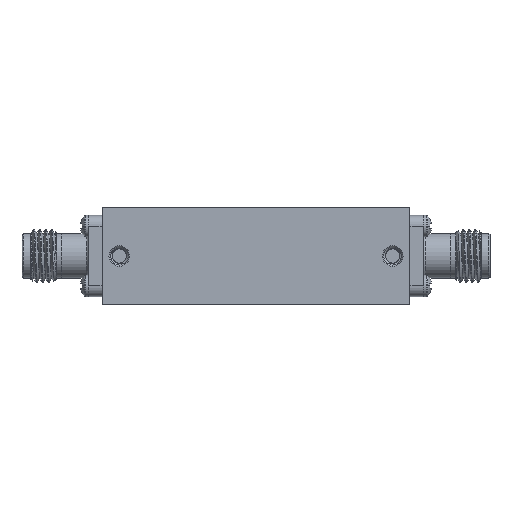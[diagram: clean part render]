
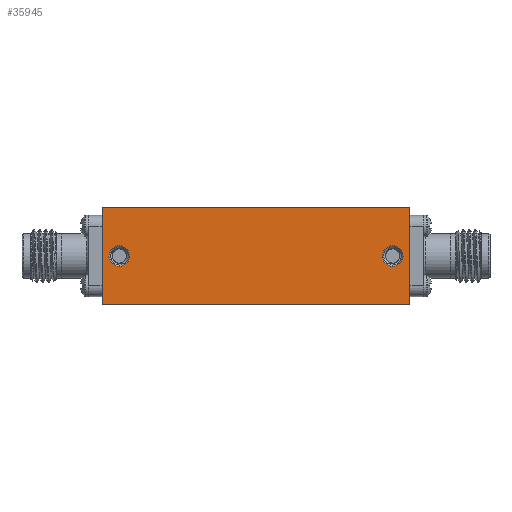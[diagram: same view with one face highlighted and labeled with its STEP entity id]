
A CAD part, front view. The second image highlights one B-rep face of the part: STEP entity #35945.
In plain terms, the highlighted planar face has unit normal (0, -1, 0).
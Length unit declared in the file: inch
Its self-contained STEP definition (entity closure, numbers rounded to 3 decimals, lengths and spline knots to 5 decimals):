
#205 = CIRCLE ( 'NONE', #4119, 0.048 ) ;
#1108 = EDGE_CURVE ( 'NONE', #9759, #11983, #38902, .T. ) ;
#1400 = EDGE_CURVE ( 'NONE', #32420, #22200, #16754, .T. ) ;
#1819 = AXIS2_PLACEMENT_3D ( 'NONE', #4684, #25991, #23315 ) ;
#2410 = CIRCLE ( 'NONE', #18470, 0.048 ) ;
#2787 = LINE ( 'NONE', #8862, #9031 ) ;
#2820 = DIRECTION ( 'NONE',  ( 0., -1., 0. ) ) ;
#4104 = CARTESIAN_POINT ( 'NONE',  ( 0.72, -0.19, -0.225 ) ) ;
#4119 = AXIS2_PLACEMENT_3D ( 'NONE', #21326, #2820, #36947 ) ;
#4520 = VERTEX_POINT ( 'NONE', #17102 ) ;
#4684 = CARTESIAN_POINT ( 'NONE',  ( -0.72, -0.19, 0.225 ) ) ;
#5063 = ORIENTED_EDGE ( 'NONE', *, *, #1108, .T. ) ;
#5260 = DIRECTION ( 'NONE',  ( 0., 1., 0. ) ) ;
#5907 = LINE ( 'NONE', #30793, #19409 ) ;
#6383 = DIRECTION ( 'NONE',  ( 0., 0., -1. ) ) ;
#6904 = FACE_BOUND ( 'NONE', #26639, .T. ) ;
#7272 = ORIENTED_EDGE ( 'NONE', *, *, #14236, .F. ) ;
#7802 = DIRECTION ( 'NONE',  ( 0., 0., -1. ) ) ;
#7851 = DIRECTION ( 'NONE',  ( 0., 1., 0. ) ) ;
#8862 = CARTESIAN_POINT ( 'NONE',  ( -0.72, -0.19, 0.225 ) ) ;
#9031 = VECTOR ( 'NONE', #30191, 39.37008 ) ;
#9759 = VERTEX_POINT ( 'NONE', #14711 ) ;
#11983 = VERTEX_POINT ( 'NONE', #14495 ) ;
#13454 = CARTESIAN_POINT ( 'NONE',  ( 0.72, -0.19, 0.225 ) ) ;
#13899 = CARTESIAN_POINT ( 'NONE',  ( -0.64, -0.19, 0. ) ) ;
#14236 = EDGE_CURVE ( 'NONE', #25882, #32420, #2787, .T. ) ;
#14276 = DIRECTION ( 'NONE',  ( 0., 0., 1. ) ) ;
#14305 = VECTOR ( 'NONE', #7802, 39.37008 ) ;
#14495 = CARTESIAN_POINT ( 'NONE',  ( -0.64, -0.19, -0.048 ) ) ;
#14711 = CARTESIAN_POINT ( 'NONE',  ( -0.64, -0.19, 0.048 ) ) ;
#15414 = CARTESIAN_POINT ( 'NONE',  ( -0.72, -0.19, 0.225 ) ) ;
#15455 = CARTESIAN_POINT ( 'NONE',  ( 0.64, -0.19, -0.048 ) ) ;
#16419 = EDGE_CURVE ( 'NONE', #11983, #9759, #26898, .T. ) ;
#16754 = LINE ( 'NONE', #13454, #14305 ) ;
#17035 = DIRECTION ( 'NONE',  ( 0., 0., 1. ) ) ;
#17102 = CARTESIAN_POINT ( 'NONE',  ( -0.72, -0.19, -0.225 ) ) ;
#17282 = DIRECTION ( 'NONE',  ( 0., 0., 1. ) ) ;
#18108 = CARTESIAN_POINT ( 'NONE',  ( -0.72, -0.19, 0.225 ) ) ;
#18380 = VECTOR ( 'NONE', #6383, 39.37008 ) ;
#18470 = AXIS2_PLACEMENT_3D ( 'NONE', #35860, #38953, #17282 ) ;
#19409 = VECTOR ( 'NONE', #33914, 39.37008 ) ;
#19466 = CARTESIAN_POINT ( 'NONE',  ( 0.72, -0.19, 0.225 ) ) ;
#20700 = ORIENTED_EDGE ( 'NONE', *, *, #34165, .F. ) ;
#21326 = CARTESIAN_POINT ( 'NONE',  ( 0.64, -0.19, 0. ) ) ;
#22200 = VERTEX_POINT ( 'NONE', #4104 ) ;
#22205 = VERTEX_POINT ( 'NONE', #37810 ) ;
#23315 = DIRECTION ( 'NONE',  ( 0., 0., 1. ) ) ;
#23611 = CARTESIAN_POINT ( 'NONE',  ( -0.64, -0.19, 0. ) ) ;
#24754 = FACE_BOUND ( 'NONE', #33650, .T. ) ;
#25882 = VERTEX_POINT ( 'NONE', #18108 ) ;
#25991 = DIRECTION ( 'NONE',  ( 0., 1., 0. ) ) ;
#26639 = EDGE_LOOP ( 'NONE', ( #30329, #5063 ) ) ;
#26843 = VERTEX_POINT ( 'NONE', #15455 ) ;
#26898 = CIRCLE ( 'NONE', #32886, 0.048 ) ;
#27683 = AXIS2_PLACEMENT_3D ( 'NONE', #13899, #7851, #17035 ) ;
#27975 = LINE ( 'NONE', #15414, #18380 ) ;
#28812 = EDGE_CURVE ( 'NONE', #26843, #22205, #2410, .T. ) ;
#30191 = DIRECTION ( 'NONE',  ( 1., 0., 0. ) ) ;
#30329 = ORIENTED_EDGE ( 'NONE', *, *, #16419, .T. ) ;
#30523 = ORIENTED_EDGE ( 'NONE', *, *, #36331, .T. ) ;
#30793 = CARTESIAN_POINT ( 'NONE',  ( -0.72, -0.19, -0.225 ) ) ;
#31849 = ORIENTED_EDGE ( 'NONE', *, *, #38080, .T. ) ;
#31972 = FACE_OUTER_BOUND ( 'NONE', #35159, .T. ) ;
#32420 = VERTEX_POINT ( 'NONE', #19466 ) ;
#32582 = PLANE ( 'NONE',  #1819 ) ;
#32886 = AXIS2_PLACEMENT_3D ( 'NONE', #23611, #5260, #14276 ) ;
#33650 = EDGE_LOOP ( 'NONE', ( #39083, #20700 ) ) ;
#33914 = DIRECTION ( 'NONE',  ( 1., 0., 0. ) ) ;
#34165 = EDGE_CURVE ( 'NONE', #22205, #26843, #205, .T. ) ;
#35159 = EDGE_LOOP ( 'NONE', ( #30523, #37697, #7272, #31849 ) ) ;
#35860 = CARTESIAN_POINT ( 'NONE',  ( 0.64, -0.19, 0. ) ) ;
#35945 = ADVANCED_FACE ( 'NONE', ( #24754, #6904, #31972 ), #32582, .F. ) ;
#36331 = EDGE_CURVE ( 'NONE', #4520, #22200, #5907, .T. ) ;
#36947 = DIRECTION ( 'NONE',  ( 0., 0., 1. ) ) ;
#37697 = ORIENTED_EDGE ( 'NONE', *, *, #1400, .F. ) ;
#37810 = CARTESIAN_POINT ( 'NONE',  ( 0.64, -0.19, 0.048 ) ) ;
#38080 = EDGE_CURVE ( 'NONE', #25882, #4520, #27975, .T. ) ;
#38902 = CIRCLE ( 'NONE', #27683, 0.048 ) ;
#38953 = DIRECTION ( 'NONE',  ( 0., -1., 0. ) ) ;
#39083 = ORIENTED_EDGE ( 'NONE', *, *, #28812, .F. ) ;
